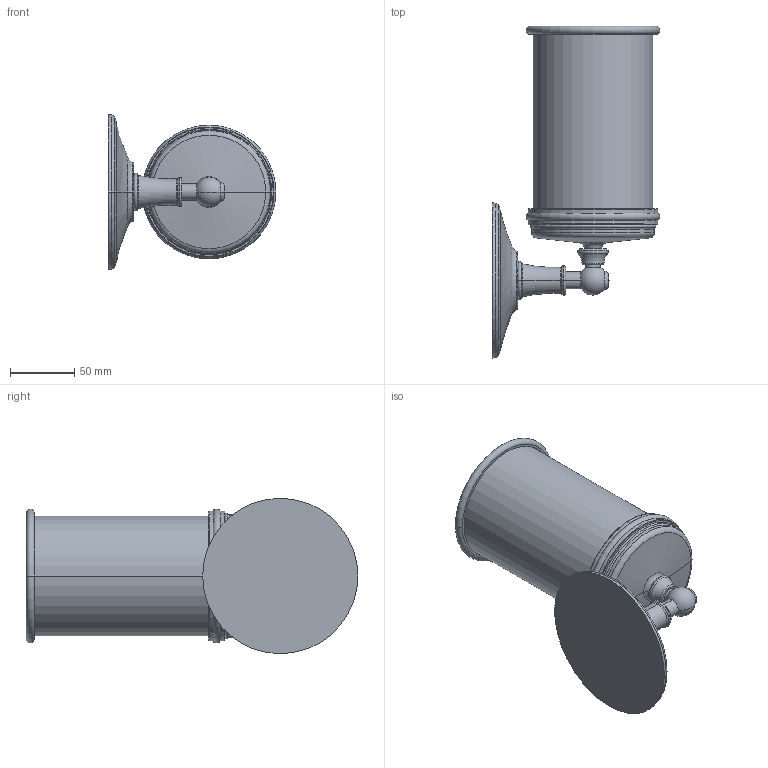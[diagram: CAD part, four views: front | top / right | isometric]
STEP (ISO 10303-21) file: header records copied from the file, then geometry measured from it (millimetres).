
FILE_DESCRIPTION((''),'2;1');
FILE_NAME('5481','2021-06-14T14:12:21',('jinson.thomas'),(''),'CREO PARAMETRIC BY PTC INC, 2018400','CREO PARAMETRIC BY PTC INC, 2018400','');
FILE_SCHEMA(('CONFIG_CONTROL_DESIGN'));
Length unit declared in the file: inch
Products named in the file (1): 5481
Bounding box: 130.35 x 257.86 x 120.65 mm (x, y, z)
Volume: 472600.2 mm3; surface area: 144056.8 mm2
Topology: 1 solids, 1 shells, 99 faces, 201 edges, 115 vertices
Faces by surface type: torus 46, cylinder 26, plane 15, cone 6, sphere 4, bspline 2
Entity records: 2678 total; most frequent: DIRECTION 560, CARTESIAN_POINT 443, ORIENTED_EDGE 398, AXIS2_PLACEMENT_3D 264, EDGE_CURVE 199, CIRCLE 167, VERTEX_POINT 115, EDGE_LOOP 112
